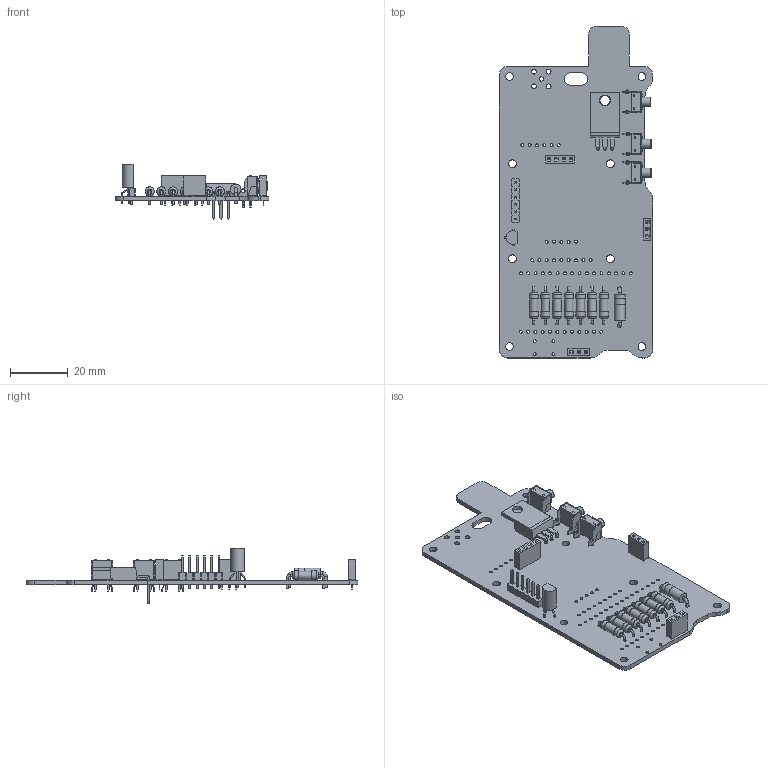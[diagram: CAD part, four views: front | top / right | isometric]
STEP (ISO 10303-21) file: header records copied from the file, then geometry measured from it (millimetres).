
FILE_DESCRIPTION(('KiCad electronic assembly'),'2;1');
FILE_NAME('remote.step','2022-01-10T14:44:22',('An Author'),('A Company' ),'Open CASCADE STEP processor 7.5','KiCad to STEP converter', 'Unknown');
FILE_SCHEMA(('AUTOMOTIVE_DESIGN { 1 0 10303 214 1 1 1 1 }'));
Length unit declared in the file: millimetre
Products named in the file (18): Open CASCADE STEP translator 7.5 1; TO-220-3_Horizontal_TabUp; SOLID; PinHeader_1x06_P2.54mm_Vertical; SW_Tactile_SPST_Angled_PTS645Vx58-2LFS; R_Axial_DIN0309_L9.0mm_D3.2mm_P12.70mm_Horizontal; TO-92L_Wide; PinSocket_1x03_P2.54mm_Vertical; PinSocket_1x04_P2.54mm_Vertical; D_5W_P12.70mm_Horizontal; COMPOUND
Assembly tree (26 placements, depth 3):
  Open CASCADE STEP translator 7.5 1
    TO-220-3_Horizontal_TabUp
      SOLID
    PinHeader_1x06_P2.54mm_Vertical
      SOLID
    SW_Tactile_SPST_Angled_PTS645Vx58-2LFS  x3
      SOLID
    R_Axial_DIN0309_L9.0mm_D3.2mm_P12.70mm_Horizontal  x7
      SOLID
    TO-92L_Wide
      SOLID
    PinSocket_1x03_P2.54mm_Vertical  x2
      SOLID
    PinSocket_1x04_P2.54mm_Vertical
      SOLID
    D_5W_P12.70mm_Horizontal
      SOLID
    COMPOUND
Bounding box: 53.34 x 115.27 x 19.13 mm (x, y, z)
Volume: 10748.1 mm3; surface area: 15985.3 mm2
Topology: 18 solids, 18 shells, 1272 faces, 3193 edges, 2079 vertices
Faces by surface type: plane 926, cylinder 301, torus 33, sphere 12
Full cylindrical faces by diameter (mm): 0.7 x28, 0.8 x29, 0.99 x6, 1 x80, 1.1 x7, 1.2 x6, 1.3 x6, 1.4 x2, 1.5 x1, 1.7 x4, 2.7 x8, 2.88 x7, 3.14 x3, 3.2 x14, 3.5 x4, 3.7 x2, 3.72 x1, 3.735 x1
Entity records: 57290 total; most frequent: CARTESIAN_POINT 9096, DIRECTION 8235, LINE 5441, VECTOR 5441, ORIENTED_EDGE 4158, PCURVE 4158, DEFINITIONAL_REPRESENTATION 4158, EDGE_CURVE 2079
